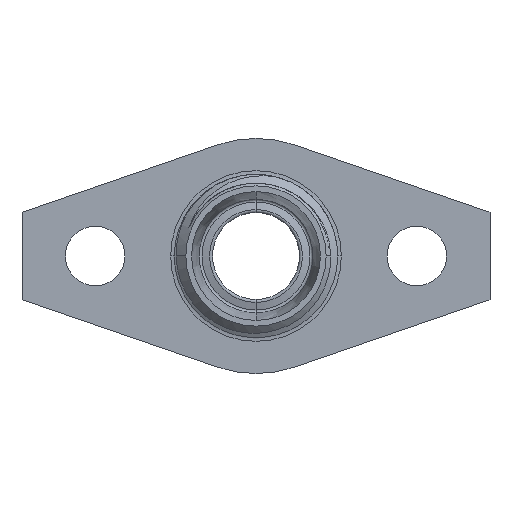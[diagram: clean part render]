
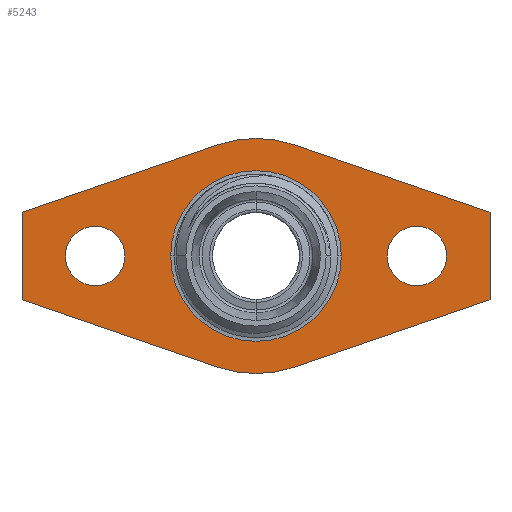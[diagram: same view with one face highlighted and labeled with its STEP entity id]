
A CAD part, left-side view. The second image highlights one B-rep face of the part: STEP entity #5243.
In plain terms, the highlighted planar face has unit normal (-1, 0, 0).
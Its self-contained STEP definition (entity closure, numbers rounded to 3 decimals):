
#26 = ORIENTED_EDGE ( 'NONE', *, *, #2064, .T. ) ;
#27 = ORIENTED_EDGE ( 'NONE', *, *, #3496, .F. ) ;
#58 = DIRECTION ( 'NONE',  ( 0., -0.946, 0.325 ) ) ;
#84 = EDGE_CURVE ( 'NONE', #3350, #3472, #3509, .T. ) ;
#104 = FACE_BOUND ( 'NONE', #340, .T. ) ;
#113 = CIRCLE ( 'NONE', #357, 10.2 ) ;
#129 = VERTEX_POINT ( 'NONE', #2619 ) ;
#130 = DIRECTION ( 'NONE',  ( 0., -1., 0. ) ) ;
#161 = PLANE ( 'NONE',  #3985 ) ;
#237 = CIRCLE ( 'NONE', #1193, 2.58 ) ;
#289 = VERTEX_POINT ( 'NONE', #5305 ) ;
#305 = VECTOR ( 'NONE', #3440, 1000. ) ;
#340 = EDGE_LOOP ( 'NONE', ( #27, #2098 ) ) ;
#352 = DIRECTION ( 'NONE',  ( 0., 0., -1. ) ) ;
#357 = AXIS2_PLACEMENT_3D ( 'NONE', #1882, #2854, #4153 ) ;
#368 = VECTOR ( 'NONE', #992, 1000. ) ;
#404 = DIRECTION ( 'NONE',  ( 0., 0.946, 0.325 ) ) ;
#719 = DIRECTION ( 'NONE',  ( -1., 0., 0. ) ) ;
#762 = EDGE_CURVE ( 'NONE', #3953, #2341, #2639, .T. ) ;
#790 = VERTEX_POINT ( 'NONE', #2330 ) ;
#909 = DIRECTION ( 'NONE',  ( 0., -1., 0. ) ) ;
#992 = DIRECTION ( 'NONE',  ( 0., 0., 1. ) ) ;
#1038 = LINE ( 'NONE', #3660, #5135 ) ;
#1113 = FACE_BOUND ( 'NONE', #2135, .T. ) ;
#1142 = CARTESIAN_POINT ( 'NONE',  ( -5.665, 7.402, 0. ) ) ;
#1193 = AXIS2_PLACEMENT_3D ( 'NONE', #3911, #719, #2538 ) ;
#1218 = EDGE_LOOP ( 'NONE', ( #3534, #1922, #3715, #4385, #3475, #4175, #4378, #1668 ) ) ;
#1300 = CIRCLE ( 'NONE', #4349, 7.402 ) ;
#1344 = DIRECTION ( 'NONE',  ( 0., 0.946, -0.325 ) ) ;
#1384 = EDGE_CURVE ( 'NONE', #1661, #129, #1038, .T. ) ;
#1543 = VERTEX_POINT ( 'NONE', #2404 ) ;
#1586 = CARTESIAN_POINT ( 'NONE',  ( -5.665, 16.53, 0. ) ) ;
#1636 = CARTESIAN_POINT ( 'NONE',  ( -5.665, -11.37, 0. ) ) ;
#1640 = VERTEX_POINT ( 'NONE', #1636 ) ;
#1661 = VERTEX_POINT ( 'NONE', #3444 ) ;
#1668 = ORIENTED_EDGE ( 'NONE', *, *, #4971, .T. ) ;
#1696 = LINE ( 'NONE', #1725, #2645 ) ;
#1725 = CARTESIAN_POINT ( 'NONE',  ( -5.665, 20.3, 0. ) ) ;
#1758 = DIRECTION ( 'NONE',  ( -1., 0., 0. ) ) ;
#1820 = EDGE_CURVE ( 'NONE', #1543, #3350, #1696, .T. ) ;
#1835 = CARTESIAN_POINT ( 'NONE',  ( -5.665, -13.95, 0. ) ) ;
#1849 = LINE ( 'NONE', #3584, #4405 ) ;
#1874 = DIRECTION ( 'NONE',  ( 0., -1., 0. ) ) ;
#1882 = CARTESIAN_POINT ( 'NONE',  ( -5.665, 0., 0. ) ) ;
#1922 = ORIENTED_EDGE ( 'NONE', *, *, #5658, .T. ) ;
#1969 = LINE ( 'NONE', #2833, #368 ) ;
#2043 = CIRCLE ( 'NONE', #2801, 10.2 ) ;
#2064 = EDGE_CURVE ( 'NONE', #790, #5244, #1300, .T. ) ;
#2098 = ORIENTED_EDGE ( 'NONE', *, *, #4054, .F. ) ;
#2135 = EDGE_LOOP ( 'NONE', ( #26, #4472 ) ) ;
#2267 = CARTESIAN_POINT ( 'NONE',  ( -5.665, 0., 0. ) ) ;
#2314 = CARTESIAN_POINT ( 'NONE',  ( -5.665, 0., 0. ) ) ;
#2328 = CIRCLE ( 'NONE', #3471, 2.58 ) ;
#2330 = CARTESIAN_POINT ( 'NONE',  ( -5.665, -7.402, 0. ) ) ;
#2341 = VERTEX_POINT ( 'NONE', #4998 ) ;
#2401 = CARTESIAN_POINT ( 'NONE',  ( -5.665, 3.32, 9.645 ) ) ;
#2404 = CARTESIAN_POINT ( 'NONE',  ( -5.665, 20.3, 3.8 ) ) ;
#2455 = FACE_OUTER_BOUND ( 'NONE', #1218, .T. ) ;
#2461 = EDGE_CURVE ( 'NONE', #289, #4013, #1849, .T. ) ;
#2489 = EDGE_CURVE ( 'NONE', #3472, #1661, #113, .T. ) ;
#2538 = DIRECTION ( 'NONE',  ( 0., -1., 0. ) ) ;
#2619 = CARTESIAN_POINT ( 'NONE',  ( -5.665, -20.3, -3.8 ) ) ;
#2639 = CIRCLE ( 'NONE', #5682, 2.58 ) ;
#2645 = VECTOR ( 'NONE', #352, 1000. ) ;
#2700 = DIRECTION ( 'NONE',  ( 1., 0., 0. ) ) ;
#2801 = AXIS2_PLACEMENT_3D ( 'NONE', #2267, #3192, #5033 ) ;
#2833 = CARTESIAN_POINT ( 'NONE',  ( -5.665, -20.3, 0. ) ) ;
#2845 = AXIS2_PLACEMENT_3D ( 'NONE', #1835, #3650, #5476 ) ;
#2854 = DIRECTION ( 'NONE',  ( -1., 0., 0. ) ) ;
#2902 = EDGE_CURVE ( 'NONE', #5244, #790, #5129, .T. ) ;
#3016 = VERTEX_POINT ( 'NONE', #2401 ) ;
#3140 = CARTESIAN_POINT ( 'NONE',  ( -5.665, 9.654, 7.464 ) ) ;
#3171 = CARTESIAN_POINT ( 'NONE',  ( -5.665, 13.95, 0. ) ) ;
#3192 = DIRECTION ( 'NONE',  ( -1., 0., 0. ) ) ;
#3350 = VERTEX_POINT ( 'NONE', #4502 ) ;
#3440 = DIRECTION ( 'NONE',  ( 0., -0.946, -0.325 ) ) ;
#3444 = CARTESIAN_POINT ( 'NONE',  ( -5.665, -3.32, -9.645 ) ) ;
#3471 = AXIS2_PLACEMENT_3D ( 'NONE', #5812, #1758, #3577 ) ;
#3472 = VERTEX_POINT ( 'NONE', #4672 ) ;
#3475 = ORIENTED_EDGE ( 'NONE', *, *, #84, .T. ) ;
#3496 = EDGE_CURVE ( 'NONE', #1640, #4651, #5887, .T. ) ;
#3509 = LINE ( 'NONE', #5809, #305 ) ;
#3534 = ORIENTED_EDGE ( 'NONE', *, *, #2461, .T. ) ;
#3564 = EDGE_CURVE ( 'NONE', #2341, #3953, #237, .T. ) ;
#3576 = VECTOR ( 'NONE', #1344, 1000. ) ;
#3577 = DIRECTION ( 'NONE',  ( 0., -1., 0. ) ) ;
#3584 = CARTESIAN_POINT ( 'NONE',  ( -5.665, 3.015, 11.825 ) ) ;
#3650 = DIRECTION ( 'NONE',  ( -1., 0., 0. ) ) ;
#3660 = CARTESIAN_POINT ( 'NONE',  ( -5.665, 3.015, -11.825 ) ) ;
#3666 = LINE ( 'NONE', #3140, #3576 ) ;
#3700 = EDGE_CURVE ( 'NONE', #3016, #1543, #3666, .T. ) ;
#3715 = ORIENTED_EDGE ( 'NONE', *, *, #3700, .T. ) ;
#3718 = DIRECTION ( 'NONE',  ( 1., 0., 0. ) ) ;
#3911 = CARTESIAN_POINT ( 'NONE',  ( -5.665, 13.95, 0. ) ) ;
#3953 = VERTEX_POINT ( 'NONE', #1586 ) ;
#3985 = AXIS2_PLACEMENT_3D ( 'NONE', #5239, #5611, #130 ) ;
#4013 = VERTEX_POINT ( 'NONE', #5842 ) ;
#4054 = EDGE_CURVE ( 'NONE', #4651, #1640, #2328, .T. ) ;
#4153 = DIRECTION ( 'NONE',  ( 0., -1., 0. ) ) ;
#4175 = ORIENTED_EDGE ( 'NONE', *, *, #2489, .T. ) ;
#4349 = AXIS2_PLACEMENT_3D ( 'NONE', #5061, #2700, #5414 ) ;
#4378 = ORIENTED_EDGE ( 'NONE', *, *, #1384, .T. ) ;
#4385 = ORIENTED_EDGE ( 'NONE', *, *, #1820, .T. ) ;
#4405 = VECTOR ( 'NONE', #404, 1000. ) ;
#4472 = ORIENTED_EDGE ( 'NONE', *, *, #2902, .T. ) ;
#4502 = CARTESIAN_POINT ( 'NONE',  ( -5.665, 20.3, -3.8 ) ) ;
#4560 = AXIS2_PLACEMENT_3D ( 'NONE', #2314, #3718, #1874 ) ;
#4651 = VERTEX_POINT ( 'NONE', #5235 ) ;
#4672 = CARTESIAN_POINT ( 'NONE',  ( -5.665, 3.32, -9.645 ) ) ;
#4799 = EDGE_LOOP ( 'NONE', ( #5238, #5046 ) ) ;
#4971 = EDGE_CURVE ( 'NONE', #129, #289, #1969, .T. ) ;
#4998 = CARTESIAN_POINT ( 'NONE',  ( -5.665, 11.37, 0. ) ) ;
#5006 = DIRECTION ( 'NONE',  ( -1., 0., 0. ) ) ;
#5033 = DIRECTION ( 'NONE',  ( 0., -1., 0. ) ) ;
#5046 = ORIENTED_EDGE ( 'NONE', *, *, #3564, .F. ) ;
#5061 = CARTESIAN_POINT ( 'NONE',  ( -5.665, 0., 0. ) ) ;
#5129 = CIRCLE ( 'NONE', #4560, 7.402 ) ;
#5135 = VECTOR ( 'NONE', #58, 1000. ) ;
#5172 = FACE_BOUND ( 'NONE', #4799, .T. ) ;
#5235 = CARTESIAN_POINT ( 'NONE',  ( -5.665, -16.53, 0. ) ) ;
#5238 = ORIENTED_EDGE ( 'NONE', *, *, #762, .F. ) ;
#5239 = CARTESIAN_POINT ( 'NONE',  ( -5.665, 7.085, 0. ) ) ;
#5243 = ADVANCED_FACE ( 'NONE', ( #5172, #104, #1113, #2455 ), #161, .T. ) ;
#5244 = VERTEX_POINT ( 'NONE', #1142 ) ;
#5305 = CARTESIAN_POINT ( 'NONE',  ( -5.665, -20.3, 3.8 ) ) ;
#5414 = DIRECTION ( 'NONE',  ( 0., -1., 0. ) ) ;
#5476 = DIRECTION ( 'NONE',  ( 0., -1., 0. ) ) ;
#5611 = DIRECTION ( 'NONE',  ( -1., 0., 0. ) ) ;
#5658 = EDGE_CURVE ( 'NONE', #4013, #3016, #2043, .T. ) ;
#5682 = AXIS2_PLACEMENT_3D ( 'NONE', #3171, #5006, #909 ) ;
#5809 = CARTESIAN_POINT ( 'NONE',  ( -5.665, 9.654, -7.464 ) ) ;
#5812 = CARTESIAN_POINT ( 'NONE',  ( -5.665, -13.95, 0. ) ) ;
#5842 = CARTESIAN_POINT ( 'NONE',  ( -5.665, -3.32, 9.645 ) ) ;
#5887 = CIRCLE ( 'NONE', #2845, 2.58 ) ;
